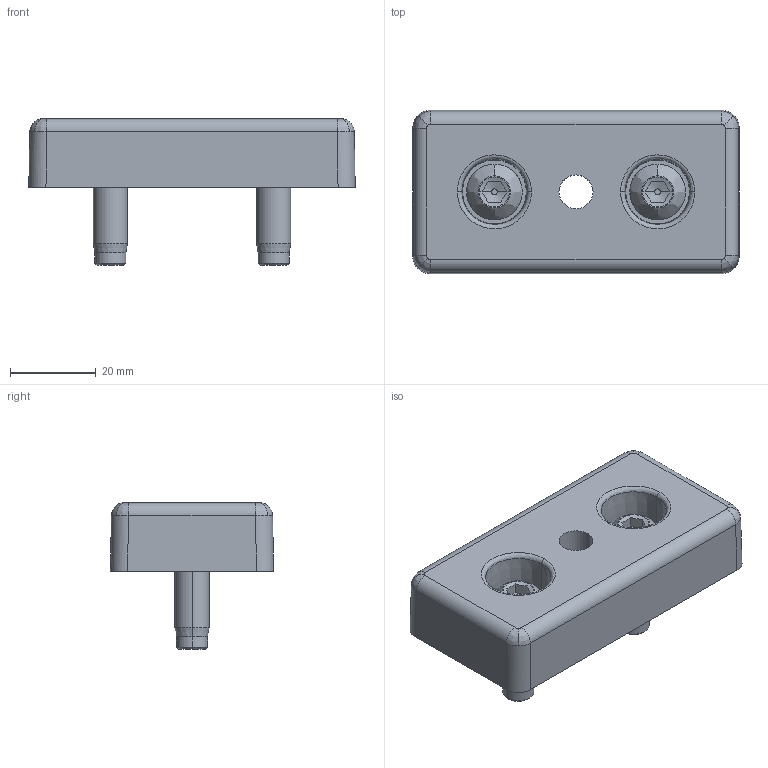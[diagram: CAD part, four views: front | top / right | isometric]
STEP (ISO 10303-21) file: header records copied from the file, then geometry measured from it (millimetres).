
FILE_DESCRIPTION (( 'STEP AP203' ), '1' );
FILE_NAME ('118357.step', '2022-08-25T18:12:08', ( '' ), ( '' ), 'SwSTEP 2.0', 'SolidWorks 2021', '' );
FILE_SCHEMA (( 'CONFIG_CONTROL_DESIGN' ));
Length unit declared in the file: millimetre
Products named in the file (1): 118357
Bounding box: 76.2 x 38.1 x 34.2 mm (x, y, z)
Volume: 28641.5 mm3; surface area: 17171.5 mm2
Topology: 3 solids, 3 shells, 490 faces, 1210 edges, 716 vertices
Faces by surface type: bspline 182, plane 144, cylinder 112, cone 52
Entity records: 18712 total; most frequent: CARTESIAN_POINT 8045, ORIENTED_EDGE 2372, DIRECTION 2076, EDGE_CURVE 1186, AXIS2_PLACEMENT_3D 810, VERTEX_POINT 716, EDGE_LOOP 510, CIRCLE 501
